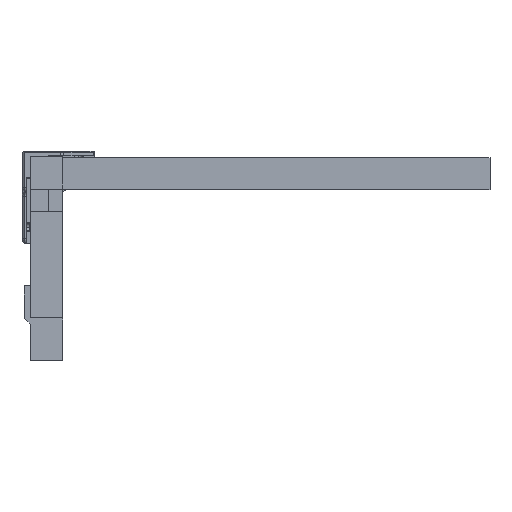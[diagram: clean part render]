
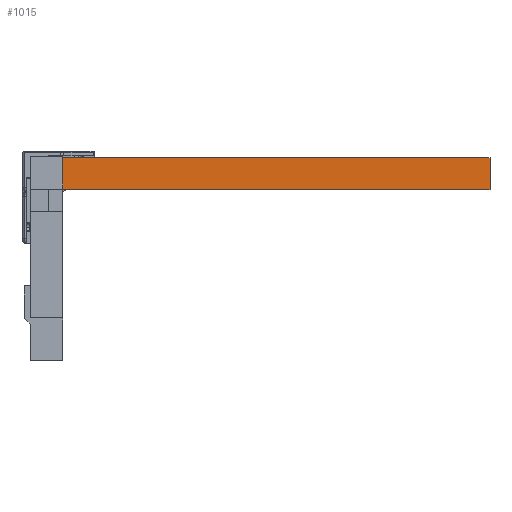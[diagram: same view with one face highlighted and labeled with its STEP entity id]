
A CAD part, top view. The second image highlights one B-rep face of the part: STEP entity #1015.
In plain terms, the highlighted planar face has unit normal (0, 0, 1).
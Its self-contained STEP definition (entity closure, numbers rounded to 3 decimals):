
#91 = VERTEX_POINT ( 'NONE', #4368 ) ;
#340 = DIRECTION ( 'NONE',  ( -1., 0., 0. ) ) ;
#472 = ORIENTED_EDGE ( 'NONE', *, *, #5682, .F. ) ;
#482 = DIRECTION ( 'NONE',  ( 0., -1., 0. ) ) ;
#544 = VERTEX_POINT ( 'NONE', #1653 ) ;
#651 = CARTESIAN_POINT ( 'NONE',  ( 207.5, 95., 7.5 ) ) ;
#753 = VECTOR ( 'NONE', #1301, 1000. ) ;
#778 = CARTESIAN_POINT ( 'NONE',  ( 207.5, 80., 7.5 ) ) ;
#953 = ORIENTED_EDGE ( 'NONE', *, *, #2293, .F. ) ;
#1015 = ADVANCED_FACE ( 'NONE', ( #5643 ), #2658, .F. ) ;
#1045 = ORIENTED_EDGE ( 'NONE', *, *, #3719, .T. ) ;
#1301 = DIRECTION ( 'NONE',  ( 0., -1., 0. ) ) ;
#1472 = VECTOR ( 'NONE', #482, 1000. ) ;
#1653 = CARTESIAN_POINT ( 'NONE',  ( 7.5, 80., 7.5 ) ) ;
#1723 = VECTOR ( 'NONE', #3527, 1000. ) ;
#1832 = AXIS2_PLACEMENT_3D ( 'NONE', #778, #3117, #340 ) ;
#1995 = LINE ( 'NONE', #5893, #753 ) ;
#2293 = EDGE_CURVE ( 'NONE', #4471, #91, #1995, .T. ) ;
#2658 = PLANE ( 'NONE',  #1832 ) ;
#2722 = LINE ( 'NONE', #2726, #5963 ) ;
#2726 = CARTESIAN_POINT ( 'NONE',  ( 207.5, 95., 7.5 ) ) ;
#2812 = CARTESIAN_POINT ( 'NONE',  ( 7.5, 80., 7.5 ) ) ;
#2819 = LINE ( 'NONE', #4476, #1723 ) ;
#3117 = DIRECTION ( 'NONE',  ( 0., 0., -1. ) ) ;
#3300 = EDGE_LOOP ( 'NONE', ( #4138, #472, #953, #1045 ) ) ;
#3527 = DIRECTION ( 'NONE',  ( -1., 0., 0. ) ) ;
#3719 = EDGE_CURVE ( 'NONE', #4471, #4598, #2722, .T. ) ;
#3792 = EDGE_CURVE ( 'NONE', #4598, #544, #3958, .T. ) ;
#3958 = LINE ( 'NONE', #2812, #1472 ) ;
#4138 = ORIENTED_EDGE ( 'NONE', *, *, #3792, .T. ) ;
#4368 = CARTESIAN_POINT ( 'NONE',  ( 207.5, 80., 7.5 ) ) ;
#4471 = VERTEX_POINT ( 'NONE', #651 ) ;
#4476 = CARTESIAN_POINT ( 'NONE',  ( 207.5, 80., 7.5 ) ) ;
#4598 = VERTEX_POINT ( 'NONE', #5411 ) ;
#5069 = DIRECTION ( 'NONE',  ( -1., 0., 0. ) ) ;
#5411 = CARTESIAN_POINT ( 'NONE',  ( 7.5, 95., 7.5 ) ) ;
#5643 = FACE_OUTER_BOUND ( 'NONE', #3300, .T. ) ;
#5682 = EDGE_CURVE ( 'NONE', #91, #544, #2819, .T. ) ;
#5893 = CARTESIAN_POINT ( 'NONE',  ( 207.5, 80., 7.5 ) ) ;
#5963 = VECTOR ( 'NONE', #5069, 1000. ) ;
